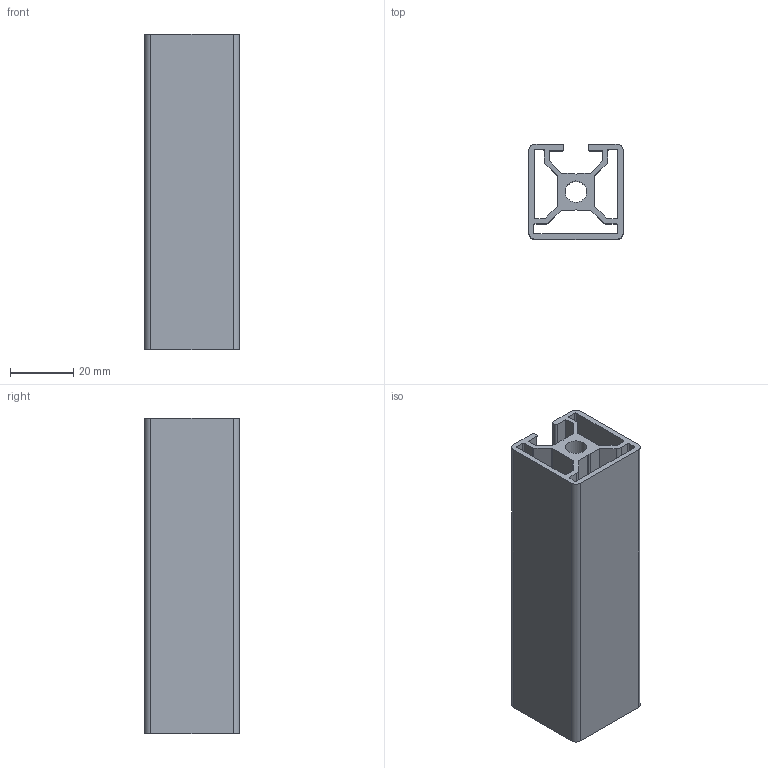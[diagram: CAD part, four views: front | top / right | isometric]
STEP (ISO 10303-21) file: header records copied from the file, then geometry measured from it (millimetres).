
FILE_DESCRIPTION(/* description */ (''),/* implementation_level */ '2;1');
FILE_NAME(/* name */ 'BPRDD0000044.stp',/* time_stamp */ '2017-07-11T14:53:45+02:00',/* author */ ('fzagni'),/* organization */ (''),/* preprocessor_version */ 'ST-DEVELOPER v16.1',/* originating_system */ 'Autodesk Inventor 2016',/* authorisation */ '');
FILE_SCHEMA (('AUTOMOTIVE_DESIGN { 1 0 10303 214 3 1 1 }'));
Length unit declared in the file: millimetre
Products named in the file (1): BPRDD00000
Bounding box: 30 x 30 x 100 mm (x, y, z)
Volume: 33388.3 mm3; surface area: 34517.8 mm2
Topology: 1 solids, 1 shells, 73 faces, 213 edges, 142 vertices
Faces by surface type: plane 44, cylinder 29
Full cylindrical faces by diameter (mm): 6.8 x1
Entity records: 2460 total; most frequent: CARTESIAN_POINT 428, ORIENTED_EDGE 424, DIRECTION 418, EDGE_CURVE 212, LINE 154, VECTOR 154, VERTEX_POINT 142, AXIS2_PLACEMENT_3D 132
